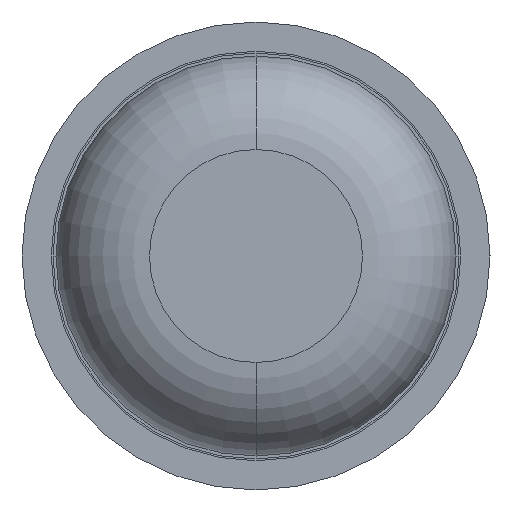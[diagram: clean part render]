
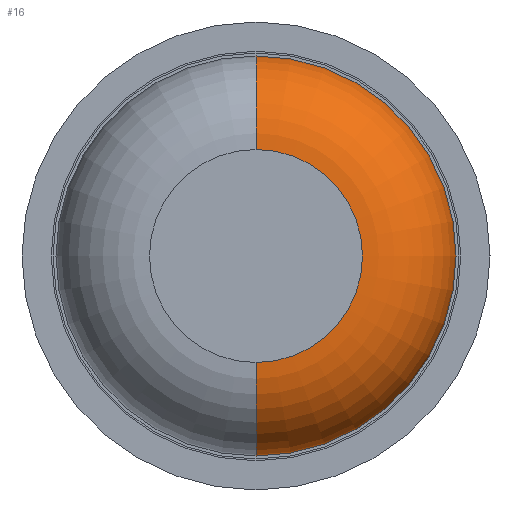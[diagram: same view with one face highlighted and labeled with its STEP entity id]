
A CAD part, front view. The second image highlights one B-rep face of the part: STEP entity #16.
In plain terms, the highlighted toroidal (fillet/blend) face has major radius 0.91 mm and minor radius 0.8 mm.
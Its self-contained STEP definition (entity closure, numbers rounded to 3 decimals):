
#16 = ADVANCED_FACE ( 'Defeature ausgef�hrt1_10', ( #2002 ), #656, .T. ) ;
#41 = CIRCLE ( 'NONE', #3046, 0.8 ) ;
#117 = VERTEX_POINT ( 'NONE', #2397 ) ;
#228 = CARTESIAN_POINT ( 'NONE',  ( 0., -29.2, 0. ) ) ;
#432 = ORIENTED_EDGE ( 'NONE', *, *, #844, .T. ) ;
#484 = EDGE_CURVE ( 'Defeature ausgef�hrt1_0+Defeature ausgef�hrt1_10+Defeature ausgef�hrt1_10+Defeature ausgef�hrt1_10', #3316, #2122, #1714, .T. ) ;
#543 = AXIS2_PLACEMENT_3D ( 'NONE', #1767, #2046, #3072 ) ;
#568 = DIRECTION ( 'NONE',  ( 0., 1., 0. ) ) ;
#579 = CIRCLE ( 'NONE', #543, 0.8 ) ;
#596 = EDGE_LOOP ( 'NONE', ( #2017, #432, #3053, #3093 ) ) ;
#656 = TOROIDAL_SURFACE ( 'NONE', #1956, 0.91, 0.8 ) ;
#844 = EDGE_CURVE ( 'NONE', #3316, #117, #579, .T. ) ;
#890 = CARTESIAN_POINT ( 'NONE',  ( 0., -29.2, 0.91 ) ) ;
#1225 = DIRECTION ( 'NONE',  ( 0., 0., 1. ) ) ;
#1286 = DIRECTION ( 'NONE',  ( 0., 0., 1. ) ) ;
#1534 = EDGE_CURVE ( 'NONE', #2122, #1984, #41, .T. ) ;
#1543 = DIRECTION ( 'NONE',  ( 0., -1., 0. ) ) ;
#1547 = AXIS2_PLACEMENT_3D ( 'NONE', #2092, #1543, #1286 ) ;
#1635 = AXIS2_PLACEMENT_3D ( 'NONE', #228, #2766, #1225 ) ;
#1714 = CIRCLE ( 'NONE', #1547, 0.91 ) ;
#1767 = CARTESIAN_POINT ( 'NONE',  ( 0., -29.2, -0.91 ) ) ;
#1956 = AXIS2_PLACEMENT_3D ( 'NONE', #2790, #568, #3089 ) ;
#1984 = VERTEX_POINT ( 'NONE', #2823 ) ;
#2002 = FACE_OUTER_BOUND ( 'NONE', #596, .T. ) ;
#2017 = ORIENTED_EDGE ( 'NONE', *, *, #484, .F. ) ;
#2046 = DIRECTION ( 'NONE',  ( 1., 0., 0. ) ) ;
#2092 = CARTESIAN_POINT ( 'NONE',  ( 0., -30., 0. ) ) ;
#2122 = VERTEX_POINT ( 'NONE', #2850 ) ;
#2397 = CARTESIAN_POINT ( 'NONE',  ( 0., -29.2, -1.71 ) ) ;
#2766 = DIRECTION ( 'NONE',  ( 0., 1., 0. ) ) ;
#2790 = CARTESIAN_POINT ( 'NONE',  ( 0., -29.2, 0. ) ) ;
#2823 = CARTESIAN_POINT ( 'NONE',  ( 0., -29.2, 1.71 ) ) ;
#2850 = CARTESIAN_POINT ( 'NONE',  ( 0., -30., 0.91 ) ) ;
#2919 = EDGE_CURVE ( 'Defeature ausgef�hrt1_2+Defeature ausgef�hrt1_10+Defeature ausgef�hrt1_10+Defeature ausgef�hrt1_10', #1984, #117, #3061, .T. ) ;
#3046 = AXIS2_PLACEMENT_3D ( 'NONE', #890, #3222, #3186 ) ;
#3053 = ORIENTED_EDGE ( 'NONE', *, *, #2919, .F. ) ;
#3061 = CIRCLE ( 'NONE', #1635, 1.71 ) ;
#3072 = DIRECTION ( 'NONE',  ( 0., 0., -1. ) ) ;
#3089 = DIRECTION ( 'NONE',  ( 0., 0., 1. ) ) ;
#3093 = ORIENTED_EDGE ( 'NONE', *, *, #1534, .F. ) ;
#3185 = CARTESIAN_POINT ( 'NONE',  ( 0., -30., -0.91 ) ) ;
#3186 = DIRECTION ( 'NONE',  ( 0., 0., 1. ) ) ;
#3222 = DIRECTION ( 'NONE',  ( -1., 0., 0. ) ) ;
#3316 = VERTEX_POINT ( 'NONE', #3185 ) ;
